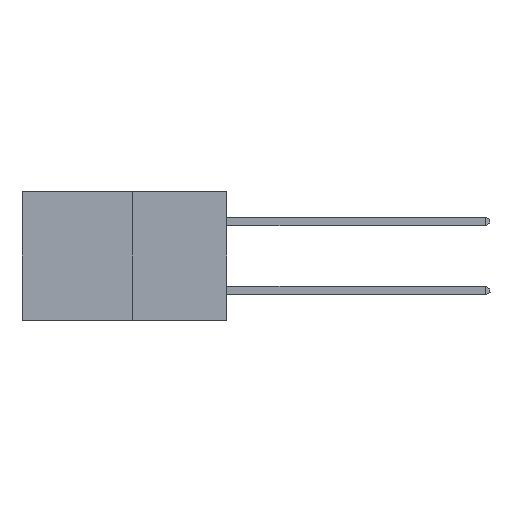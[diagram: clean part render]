
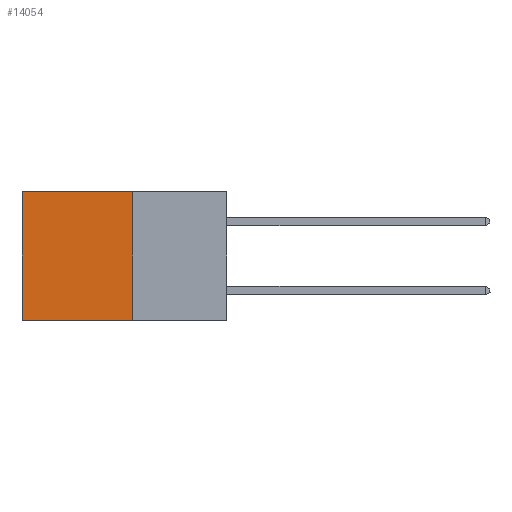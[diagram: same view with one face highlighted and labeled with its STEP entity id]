
A CAD part, left-side view. The second image highlights one B-rep face of the part: STEP entity #14054.
In plain terms, the highlighted planar face has unit normal (-1, 0, 0).
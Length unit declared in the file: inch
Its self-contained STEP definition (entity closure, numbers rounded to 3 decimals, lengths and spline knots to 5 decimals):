
#861 = VERTEX_POINT ( 'NONE', #4501 ) ;
#901 = DIRECTION ( 'NONE',  ( 0., 1., 0. ) ) ;
#1231 = CARTESIAN_POINT ( 'NONE',  ( 0.277, 0.27, -0.37 ) ) ;
#2535 = DIRECTION ( 'NONE',  ( 0., 1., 0. ) ) ;
#2999 = VERTEX_POINT ( 'NONE', #6541 ) ;
#3923 = PLANE ( 'NONE',  #8750 ) ;
#4501 = CARTESIAN_POINT ( 'NONE',  ( 0.277, 0.27, 0. ) ) ;
#4714 = FACE_OUTER_BOUND ( 'NONE', #10501, .T. ) ;
#4848 = EDGE_CURVE ( 'NONE', #2999, #7703, #9316, .T. ) ;
#5210 = DIRECTION ( 'NONE',  ( 0., 0., -1. ) ) ;
#5593 = EDGE_CURVE ( 'NONE', #861, #2999, #11923, .T. ) ;
#5832 = CARTESIAN_POINT ( 'NONE',  ( 0.277, 0.27, -0.37 ) ) ;
#5845 = CARTESIAN_POINT ( 'NONE',  ( 0.277, 0.59, -0.37 ) ) ;
#6530 = CARTESIAN_POINT ( 'NONE',  ( 0.277, 0.27, -0.37 ) ) ;
#6541 = CARTESIAN_POINT ( 'NONE',  ( 0.277, 0.59, 0. ) ) ;
#6586 = VECTOR ( 'NONE', #8965, 39.37008 ) ;
#7352 = CARTESIAN_POINT ( 'NONE',  ( 0.277, 0.27, -0.37 ) ) ;
#7703 = VERTEX_POINT ( 'NONE', #10538 ) ;
#7823 = DIRECTION ( 'NONE',  ( 0., 0., -1. ) ) ;
#8750 = AXIS2_PLACEMENT_3D ( 'NONE', #6530, #15456, #7823 ) ;
#8965 = DIRECTION ( 'NONE',  ( 0., 0., -1. ) ) ;
#9316 = LINE ( 'NONE', #5845, #15316 ) ;
#10501 = EDGE_LOOP ( 'NONE', ( #16012, #13673, #16189, #10855 ) ) ;
#10538 = CARTESIAN_POINT ( 'NONE',  ( 0.277, 0.59, -0.37 ) ) ;
#10855 = ORIENTED_EDGE ( 'NONE', *, *, #5593, .T. ) ;
#11528 = VECTOR ( 'NONE', #2535, 39.37008 ) ;
#11923 = LINE ( 'NONE', #15342, #11528 ) ;
#12376 = EDGE_CURVE ( 'NONE', #14396, #7703, #13029, .T. ) ;
#13029 = LINE ( 'NONE', #7352, #15988 ) ;
#13269 = EDGE_CURVE ( 'NONE', #861, #14396, #13798, .T. ) ;
#13673 = ORIENTED_EDGE ( 'NONE', *, *, #12376, .F. ) ;
#13798 = LINE ( 'NONE', #1231, #6586 ) ;
#14054 = ADVANCED_FACE ( 'NONE', ( #4714 ), #3923, .F. ) ;
#14396 = VERTEX_POINT ( 'NONE', #5832 ) ;
#15316 = VECTOR ( 'NONE', #5210, 39.37008 ) ;
#15342 = CARTESIAN_POINT ( 'NONE',  ( 0.277, 0.27, 0. ) ) ;
#15456 = DIRECTION ( 'NONE',  ( 1., 0., 0. ) ) ;
#15988 = VECTOR ( 'NONE', #901, 39.37008 ) ;
#16012 = ORIENTED_EDGE ( 'NONE', *, *, #4848, .T. ) ;
#16189 = ORIENTED_EDGE ( 'NONE', *, *, #13269, .F. ) ;
